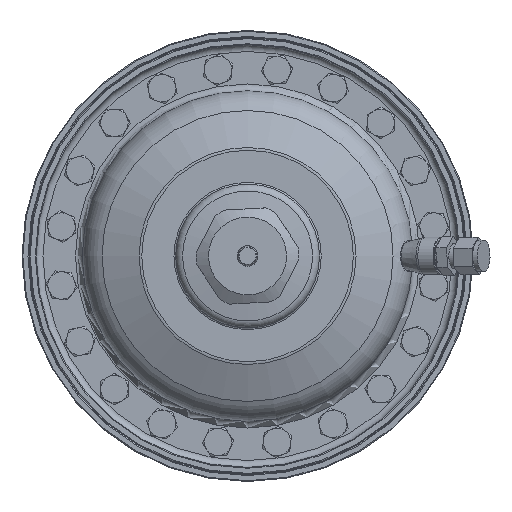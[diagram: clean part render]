
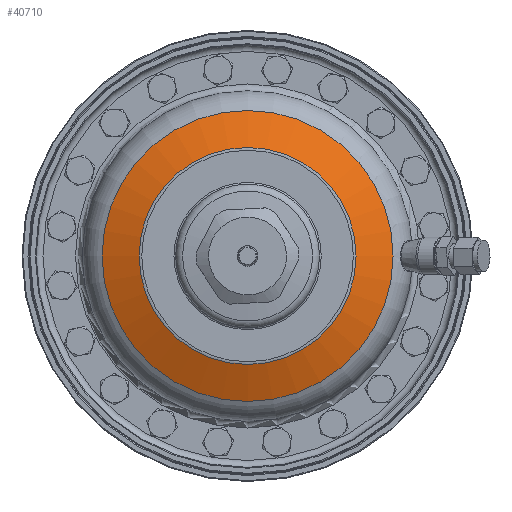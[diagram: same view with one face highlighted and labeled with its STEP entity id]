
A CAD part, front view. The second image highlights one B-rep face of the part: STEP entity #40710.
In plain terms, the highlighted toroidal (fillet/blend) face has major radius 0.139 mm and minor radius 200 mm.
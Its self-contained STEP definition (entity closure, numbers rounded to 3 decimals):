
#1518 = TOROIDAL_SURFACE ( 'NONE', #2473, 0.139, 200. ) ;
#2473 = AXIS2_PLACEMENT_3D ( 'NONE', #3842, #16950, #49931 ) ;
#3842 = CARTESIAN_POINT ( 'NONE',  ( 0., -227.5, 0. ) ) ;
#4804 = DIRECTION ( 'NONE',  ( 0., 1., 0. ) ) ;
#6371 = CIRCLE ( 'NONE', #58961, 63.364 ) ;
#9983 = DIRECTION ( 'NONE',  ( 0., 0., 1. ) ) ;
#15179 = DIRECTION ( 'NONE',  ( 0., 1., 0. ) ) ;
#16950 = DIRECTION ( 'NONE',  ( 0., 1., 0. ) ) ;
#18107 = CARTESIAN_POINT ( 'NONE',  ( 0., -408.611, 84.985 ) ) ;
#19109 = CARTESIAN_POINT ( 'NONE',  ( 0., -417.244, 0. ) ) ;
#22096 = FACE_OUTER_BOUND ( 'NONE', #59269, .T. ) ;
#26368 = FACE_OUTER_BOUND ( 'NONE', #32672, .T. ) ;
#27711 = ORIENTED_EDGE ( 'NONE', *, *, #40543, .T. ) ;
#32672 = EDGE_LOOP ( 'NONE', ( #59864 ) ) ;
#37751 = DIRECTION ( 'NONE',  ( 0., 0., 1. ) ) ;
#40543 = EDGE_CURVE ( 'NONE', #53876, #53876, #6371, .T. ) ;
#40710 = ADVANCED_FACE ( 'NONE', ( #22096, #26368 ), #1518, .T. ) ;
#43653 = EDGE_CURVE ( 'NONE', #50179, #50179, #47487, .T. ) ;
#44579 = AXIS2_PLACEMENT_3D ( 'NONE', #51833, #15179, #9983 ) ;
#47487 = CIRCLE ( 'NONE', #44579, 84.985 ) ;
#49931 = DIRECTION ( 'NONE',  ( 0., 0., 1. ) ) ;
#50179 = VERTEX_POINT ( 'NONE', #18107 ) ;
#51833 = CARTESIAN_POINT ( 'NONE',  ( 0., -408.611, 0. ) ) ;
#53876 = VERTEX_POINT ( 'NONE', #54179 ) ;
#54179 = CARTESIAN_POINT ( 'NONE',  ( 0., -417.244, 63.364 ) ) ;
#58961 = AXIS2_PLACEMENT_3D ( 'NONE', #19109, #4804, #37751 ) ;
#59269 = EDGE_LOOP ( 'NONE', ( #27711 ) ) ;
#59864 = ORIENTED_EDGE ( 'NONE', *, *, #43653, .F. ) ;
